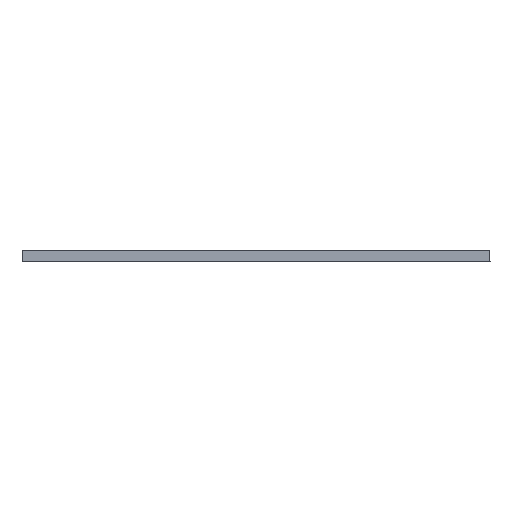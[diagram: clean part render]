
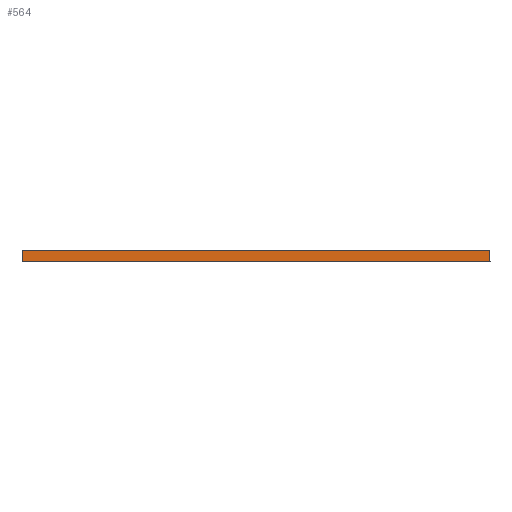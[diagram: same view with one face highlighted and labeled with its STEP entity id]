
A CAD part, left-side view. The second image highlights one B-rep face of the part: STEP entity #564.
In plain terms, the highlighted planar face has unit normal (-1, 0, 0).
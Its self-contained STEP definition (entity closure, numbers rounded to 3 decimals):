
#42=PLANE('',#623);
#64=FACE_OUTER_BOUND('',#94,.T.);
#94=EDGE_LOOP('',(#453,#454,#455,#456));
#131=LINE('',#880,#187);
#147=LINE('',#927,#203);
#148=LINE('',#928,#204);
#149=LINE('',#929,#205);
#187=VECTOR('',#707,10.);
#203=VECTOR('',#747,10.);
#204=VECTOR('',#748,10.);
#205=VECTOR('',#749,10.);
#270=VERTEX_POINT('',#877);
#271=VERTEX_POINT('',#879);
#289=VERTEX_POINT('',#925);
#290=VERTEX_POINT('',#926);
#331=EDGE_CURVE('',#270,#271,#131,.T.);
#355=EDGE_CURVE('',#289,#290,#147,.T.);
#356=EDGE_CURVE('',#271,#290,#148,.T.);
#357=EDGE_CURVE('',#270,#289,#149,.T.);
#453=ORIENTED_EDGE('',*,*,#355,.T.);
#454=ORIENTED_EDGE('',*,*,#356,.F.);
#455=ORIENTED_EDGE('',*,*,#331,.F.);
#456=ORIENTED_EDGE('',*,*,#357,.T.);
#564=ADVANCED_FACE('',(#64),#42,.T.);
#623=AXIS2_PLACEMENT_3D('',#924,#745,#746);
#707=DIRECTION('',(0.,1.,0.));
#745=DIRECTION('center_axis',(-1.,0.,0.));
#746=DIRECTION('ref_axis',(0.,1.,0.));
#747=DIRECTION('',(0.,1.,0.));
#748=DIRECTION('',(0.,0.,1.));
#749=DIRECTION('',(0.,0.,1.));
#877=CARTESIAN_POINT('',(-225.974,-37.886,73.05));
#879=CARTESIAN_POINT('',(-225.974,-7.025,73.05));
#880=CARTESIAN_POINT('',(-225.974,-37.886,73.05));
#924=CARTESIAN_POINT('Origin',(-225.974,-22.456,73.05));
#925=CARTESIAN_POINT('',(-225.974,-37.886,73.837));
#926=CARTESIAN_POINT('',(-225.974,-7.025,73.837));
#927=CARTESIAN_POINT('',(-225.974,-37.886,73.837));
#928=CARTESIAN_POINT('',(-225.974,-7.025,73.05));
#929=CARTESIAN_POINT('',(-225.974,-37.886,73.05));
